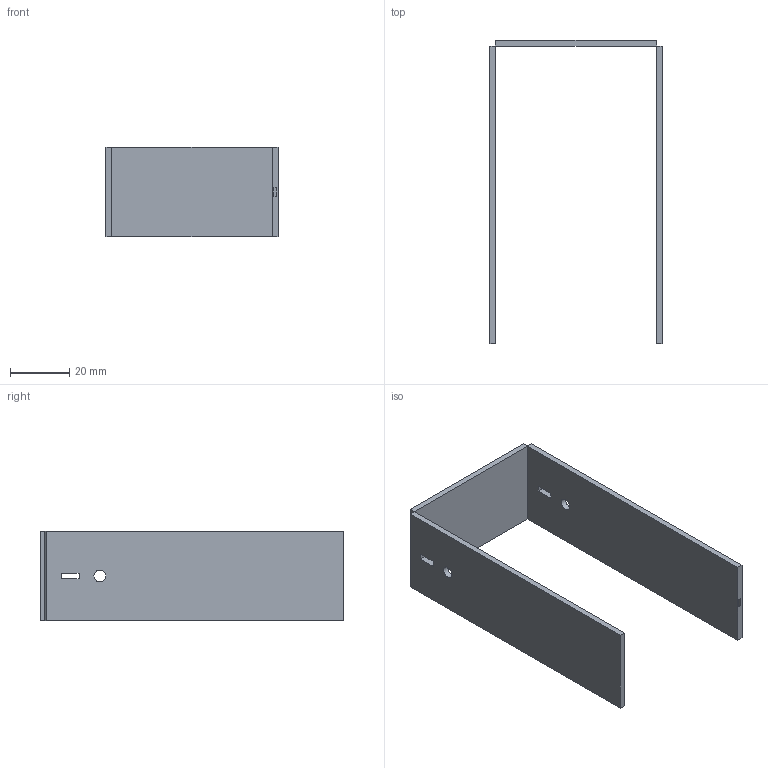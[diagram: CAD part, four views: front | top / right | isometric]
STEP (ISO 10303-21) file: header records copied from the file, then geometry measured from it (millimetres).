
FILE_DESCRIPTION(/* description */ (''),/* implementation_level */ '2;1');
FILE_NAME(/* name */ 'PDW_2021_outer_folded_ipt_7f5b0ff.STEP',/* time_stamp */ '2020-11-20T00:34:55+00:00',/* author */ ('Daniel'),/* organization */ (''),/* preprocessor_version */ 'ST-DEVELOPER v18.1',/* originating_system */ 'Autodesk Inventor 2021',/* authorisation */ '');
FILE_SCHEMA (('AUTOMOTIVE_DESIGN { 1 0 10303 214 3 1 1 }'));
Length unit declared in the file: millimetre
Products named in the file (1): PDW_2021_outer_folded
Bounding box: 58 x 102 x 30 mm (x, y, z)
Volume: 15134.2 mm3; surface area: 16654.9 mm2
Topology: 1 solids, 1 shells, 31 faces, 84 edges, 56 vertices
Faces by surface type: plane 29, cylinder 2
Full cylindrical faces by diameter (mm): 4 x2
Entity records: 1019 total; most frequent: CARTESIAN_POINT 172, ORIENTED_EDGE 168, DIRECTION 152, EDGE_CURVE 84, LINE 80, VECTOR 80, VERTEX_POINT 56, EDGE_LOOP 40
